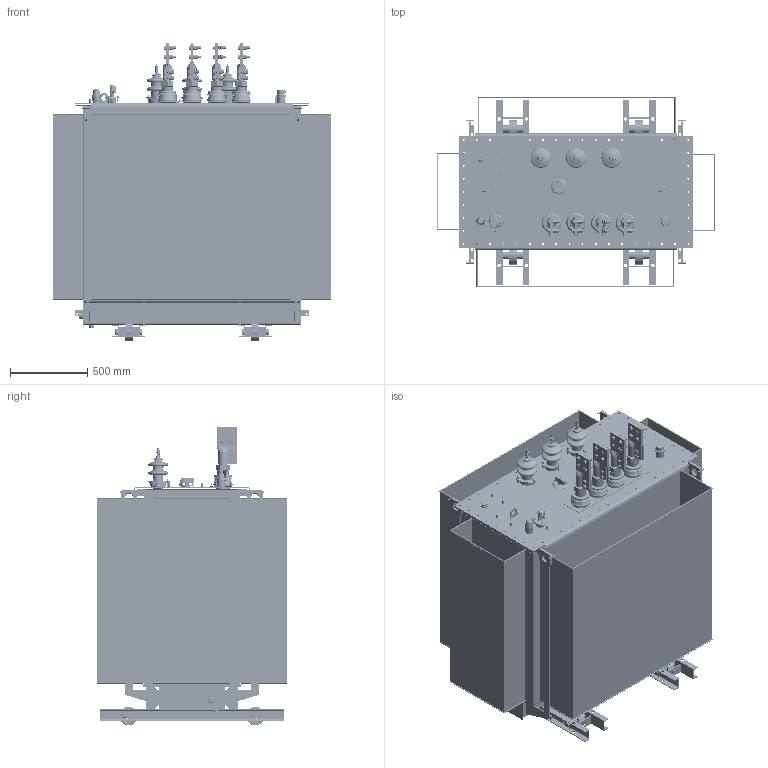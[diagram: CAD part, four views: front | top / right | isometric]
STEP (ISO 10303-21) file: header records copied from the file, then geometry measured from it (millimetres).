
FILE_DESCRIPTION(/* description */ (''),/* implementation_level */ '2;1');
FILE_NAME(/* name */ 'Транс ТМГ32-1600.stp',/* time_stamp */ '2018-09-28T13:39:23+03:00',/* author */ ('54405'),/* organization */ (''),/* preprocessor_version */ 'ST-DEVELOPER v15.2',/* originating_system */ 'Autodesk Inventor 2014',/* authorisation */ '');
FILE_SCHEMA (('AUTOMOTIVE_DESIGN { 1 0 10303 214 3 1 1 }'));
Products named in the file (1): !!!ВИЕЛ.672333.021_Транс \X2\0422
32-1600_Shrinkwrap_1
Bounding box: 1810.8 x 1235.6 x 1938.38 mm (x, y, z)
Volume: 34058516.2 mm3; surface area: 30221604.5 mm2
Topology: 74 solids, 96 shells, 7829 faces, 20361 edges, 13197 vertices
Faces by surface type: plane 4148, cylinder 2199, bspline 618, cone 516, torus 314, sphere 34
Full cylindrical faces by diameter (mm): 1.6 x3, 1.827 x2, 2 x2, 3 x10, 3.1 x2, 3.8 x12, 3.96 x1, 4 x4, 4.5 x3, 4.917 x2, 5 x3, 5.3 x2, 5.5 x3, 6 x1, 6.2 x5, 6.5 x1, 7 x6, 7.1 x2, 7.5 x8, 7.92 x3, 8 x33, 8.4 x6, 8.746 x15, 9 x8, 10 x19, 10.8 x3, 11 x1, 12 x6, 12.5 x3, 13 x114
Entity records: 269580 total; most frequent: CARTESIAN_POINT 80254, ORIENTED_EDGE 37186, DIRECTION 35662, EDGE_CURVE 18561, VERTEX_POINT 12891, AXIS2_PLACEMENT_3D 12865, EDGE_LOOP 10556, LINE 9932
